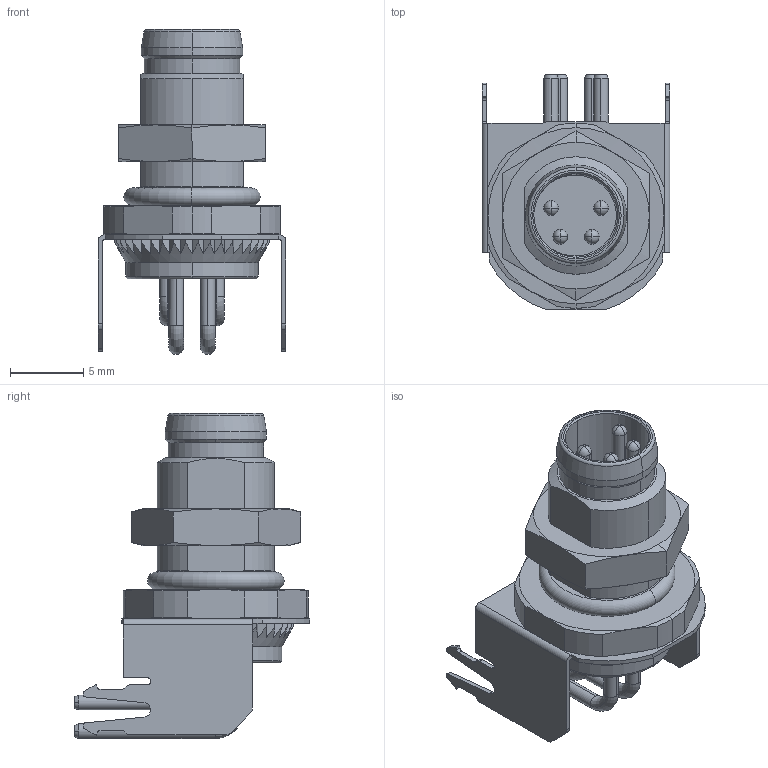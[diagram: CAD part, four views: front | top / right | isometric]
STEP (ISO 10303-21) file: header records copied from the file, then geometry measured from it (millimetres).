
FILE_DESCRIPTION(('SolidDesigner STEP Export'),'2;1');
FILE_NAME('1456048.stp','2011-05-16T14:29:18',(''),(''),'CoCreate Modeling STEP processor for AP214 (Solid Model)','CoCreate Modeling 16.00A 16-Aug-2008 (C) Parametric Technology GmbH','');
FILE_SCHEMA(('AUTOMOTIVE_DESIGN { 1 0 10303 214 1 1 1 1 }'));
Length unit declared in the file: millimetre
Products named in the file (2): 1456048
Assembly tree (1 placements, depth 2):
  1456048
    1456048
Bounding box: 12.8 x 16.05 x 22.15 mm (x, y, z)
Volume: 1082.8 mm3; surface area: 1479.8 mm2
Topology: 1 solids, 1 shells, 369 faces, 997 edges, 634 vertices
Faces by surface type: plane 171, cylinder 105, cone 48, torus 17, sphere 16, bspline 12
Entity records: 15675 total; most frequent: CARTESIAN_POINT 4277, ORIENTED_EDGE 1962, DIRECTION 1622, EDGE_CURVE 981, VERTEX_POINT 634, AXIS2_PLACEMENT_3D 575, VECTOR 472, LINE 472
